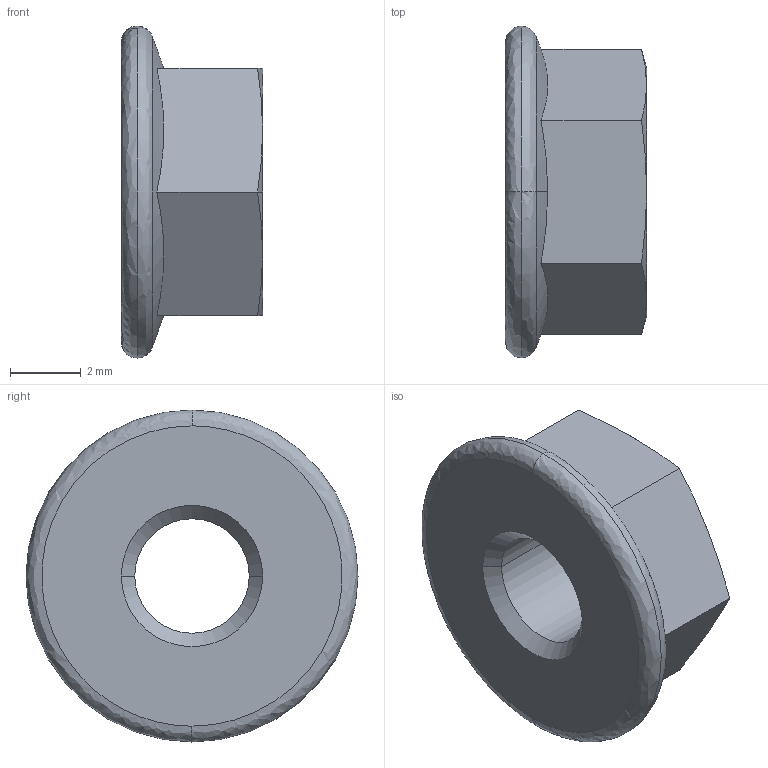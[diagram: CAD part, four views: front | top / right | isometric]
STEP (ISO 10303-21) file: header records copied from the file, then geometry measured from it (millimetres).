
FILE_DESCRIPTION (( 'STEP AP214' ), '1' );
FILE_NAME ('6210620', '2019-02-01T14:22:19', ( '' ), ('JUGARD+KÜNSTNER GmbH'), 'SwSTEP 2.0', 'SolidWorks 2017', '' );
FILE_SCHEMA (( 'AUTOMOTIVE_DESIGN' ));
Length unit declared in the file: millimetre
Products named in the file (1): 6210620_CNAJF00
Bounding box: 4 x 9.4 x 9.4 mm (x, y, z)
Volume: 158.7 mm3; surface area: 243.4 mm2
Topology: 1 solids, 1 shells, 27 faces, 62 edges, 37 vertices
Faces by surface type: cone 11, plane 8, bspline 6, cylinder 2
Entity records: 987 total; most frequent: CARTESIAN_POINT 387, ORIENTED_EDGE 124, DIRECTION 109, EDGE_CURVE 62, AXIS2_PLACEMENT_3D 47, VERTEX_POINT 37, EDGE_LOOP 29, ADVANCED_FACE 27
